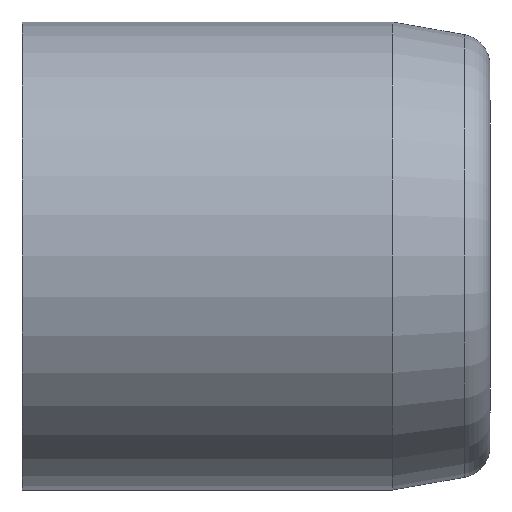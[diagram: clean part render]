
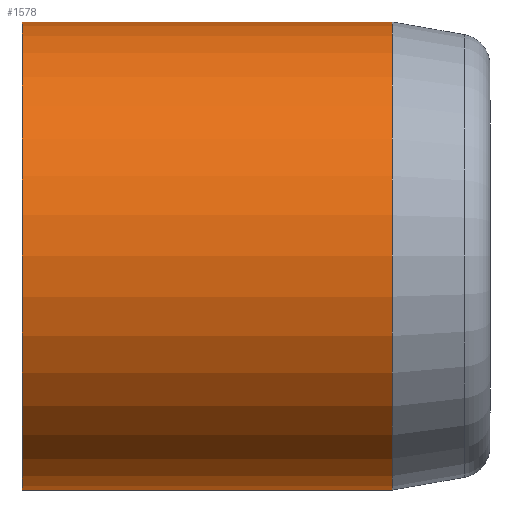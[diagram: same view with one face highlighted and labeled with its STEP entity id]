
A CAD part, left-side view. The second image highlights one B-rep face of the part: STEP entity #1578.
In plain terms, the highlighted cylindrical face has radius 6 mm (diameter 12 mm), a partial arc.
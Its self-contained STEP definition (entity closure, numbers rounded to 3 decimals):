
#231 = AXIS2_PLACEMENT_3D ( 'NONE', #1128, #1120, #1129 ) ;
#346 = AXIS2_PLACEMENT_3D ( 'NONE', #2512, #2498, #2491 ) ;
#351 = CIRCLE ( 'NONE', #362, 6. ) ;
#356 = VECTOR ( 'NONE', #2523, 1000. ) ;
#360 = CIRCLE ( 'NONE', #346, 6. ) ;
#361 = VECTOR ( 'NONE', #2476, 1000. ) ;
#362 = AXIS2_PLACEMENT_3D ( 'NONE', #2499, #2521, #2495 ) ;
#1120 = DIRECTION ( 'NONE',  ( 0., 1., 0. ) ) ;
#1128 = CARTESIAN_POINT ( 'NONE',  ( 0., 12.966, 0. ) ) ;
#1129 = DIRECTION ( 'NONE',  ( 0., 0., 1. ) ) ;
#1155 = CYLINDRICAL_SURFACE ( 'NONE', #231, 6. ) ;
#1168 = FACE_OUTER_BOUND ( 'NONE', #3328, .T. ) ;
#1321 = EDGE_CURVE ( 'NONE', #3453, #3419, #2480, .T. ) ;
#1329 = EDGE_CURVE ( 'NONE', #3454, #3453, #360, .T. ) ;
#1333 = EDGE_CURVE ( 'NONE', #3454, #3467, #2492, .T. ) ;
#1338 = EDGE_CURVE ( 'NONE', #3467, #3419, #351, .T. ) ;
#1578 = ADVANCED_FACE ( 'NONE', ( #1168 ), #1155, .T. ) ;
#1937 = CARTESIAN_POINT ( 'NONE',  ( 0., 12., 6. ) ) ;
#2144 = ORIENTED_EDGE ( 'NONE', *, *, #1338, .F. ) ;
#2184 = ORIENTED_EDGE ( 'NONE', *, *, #1333, .F. ) ;
#2194 = ORIENTED_EDGE ( 'NONE', *, *, #1321, .T. ) ;
#2195 = ORIENTED_EDGE ( 'NONE', *, *, #1329, .T. ) ;
#2473 = CARTESIAN_POINT ( 'NONE',  ( 0., 12.966, 6. ) ) ;
#2476 = DIRECTION ( 'NONE',  ( 0., 1., 0. ) ) ;
#2480 = LINE ( 'NONE', #2473, #361 ) ;
#2485 = CARTESIAN_POINT ( 'NONE',  ( 0., 12.966, -6. ) ) ;
#2491 = DIRECTION ( 'NONE',  ( 0., 0., 1. ) ) ;
#2492 = LINE ( 'NONE', #2485, #356 ) ;
#2495 = DIRECTION ( 'NONE',  ( 0., 0., 1. ) ) ;
#2498 = DIRECTION ( 'NONE',  ( 0., 1., 0. ) ) ;
#2499 = CARTESIAN_POINT ( 'NONE',  ( 0., 12., 0. ) ) ;
#2512 = CARTESIAN_POINT ( 'NONE',  ( 0., 2.5, 0. ) ) ;
#2521 = DIRECTION ( 'NONE',  ( 0., 1., 0. ) ) ;
#2523 = DIRECTION ( 'NONE',  ( 0., 1., 0. ) ) ;
#3273 = CARTESIAN_POINT ( 'NONE',  ( 0., 2.5, 6. ) ) ;
#3291 = CARTESIAN_POINT ( 'NONE',  ( 0., 12., -6. ) ) ;
#3294 = CARTESIAN_POINT ( 'NONE',  ( 0., 2.5, -6. ) ) ;
#3328 = EDGE_LOOP ( 'NONE', ( #2184, #2195, #2194, #2144 ) ) ;
#3419 = VERTEX_POINT ( 'NONE', #1937 ) ;
#3453 = VERTEX_POINT ( 'NONE', #3273 ) ;
#3454 = VERTEX_POINT ( 'NONE', #3294 ) ;
#3467 = VERTEX_POINT ( 'NONE', #3291 ) ;
